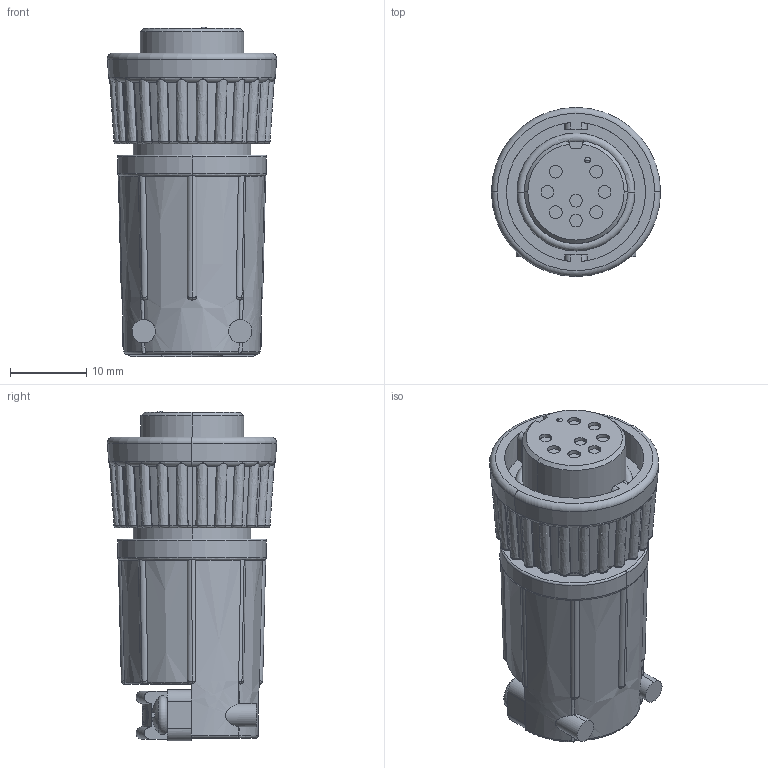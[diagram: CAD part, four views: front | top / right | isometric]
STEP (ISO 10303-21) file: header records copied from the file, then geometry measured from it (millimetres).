
FILE_DESCRIPTION (( 'STEP AP203' ), '1' );
FILE_NAME ('3282-8SG-530.STEP', '2016-06-23T18:48:56', ( '' ), ( '' ), 'SwSTEP 2.0', 'SolidWorks 2014', '' );
FILE_SCHEMA (( 'CONFIG_CONTROL_DESIGN' ));
Length unit declared in the file: inch
Products named in the file (1): 3282-8SG-530
Bounding box: 22.22 x 22.22 x 43.3 mm (x, y, z)
Volume: 10517.5 mm3; surface area: 4571.1 mm2
Topology: 1 solids, 2 shells, 454 faces, 1241 edges, 810 vertices
Faces by surface type: plane 166, bspline 93, cylinder 77, torus 69, cone 43, sphere 6
Entity records: 18615 total; most frequent: CARTESIAN_POINT 8082, ORIENTED_EDGE 2482, DIRECTION 1845, EDGE_CURVE 1241, VERTEX_POINT 810, AXIS2_PLACEMENT_3D 766, B_SPLINE_CURVE_WITH_KNOTS 496, EDGE_LOOP 475
